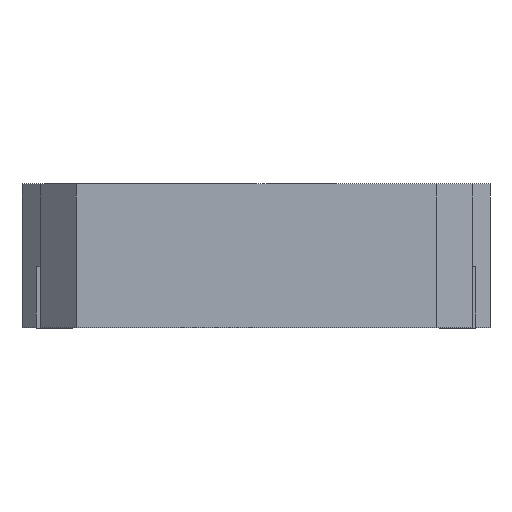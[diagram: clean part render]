
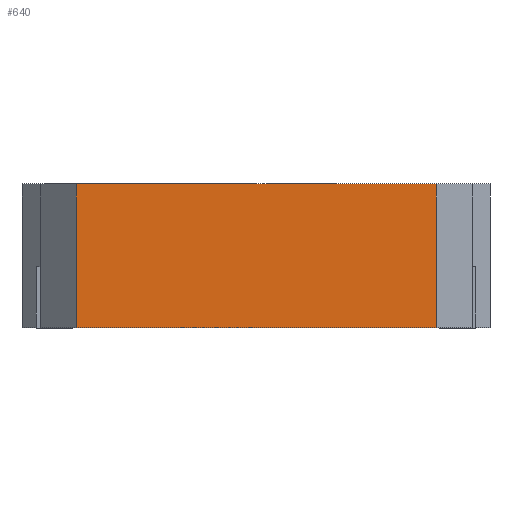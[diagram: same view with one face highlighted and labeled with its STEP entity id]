
A CAD part, front view. The second image highlights one B-rep face of the part: STEP entity #640.
In plain terms, the highlighted planar face has unit normal (0, -1, 0).
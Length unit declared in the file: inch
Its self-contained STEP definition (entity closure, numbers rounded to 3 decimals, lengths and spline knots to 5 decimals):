
#8 = CARTESIAN_POINT ( 'NONE',  ( 0.19685, -0.25591, 0.15748 ) ) ;
#15 = CARTESIAN_POINT ( 'NONE',  ( -0.23622, -0.25591, 0.15748 ) ) ;
#77 = EDGE_CURVE ( 'NONE', #2148, #1934, #2143, .T. ) ;
#93 = VERTEX_POINT ( 'NONE', #1639 ) ;
#248 = EDGE_LOOP ( 'NONE', ( #3122, #1124, #2517, #3309 ) ) ;
#502 = VERTEX_POINT ( 'NONE', #8 ) ;
#565 = DIRECTION ( 'NONE',  ( 1., 0., 0. ) ) ;
#596 = DIRECTION ( 'NONE',  ( -1., 0., 0. ) ) ;
#610 = VECTOR ( 'NONE', #2979, 39.37008 ) ;
#640 = ADVANCED_FACE ( 'NONE', ( #2582 ), #2571, .F. ) ;
#657 = VECTOR ( 'NONE', #565, 39.37008 ) ;
#737 = EDGE_CURVE ( 'NONE', #93, #502, #2865, .T. ) ;
#883 = CARTESIAN_POINT ( 'NONE',  ( -0.19685, -0.25591, 0.15748 ) ) ;
#1090 = CARTESIAN_POINT ( 'NONE',  ( 0., -0.25591, 0.15748 ) ) ;
#1124 = ORIENTED_EDGE ( 'NONE', *, *, #1353, .T. ) ;
#1353 = EDGE_CURVE ( 'NONE', #93, #1934, #2132, .T. ) ;
#1639 = CARTESIAN_POINT ( 'NONE',  ( -0.19685, -0.25591, 0.15748 ) ) ;
#1690 = CARTESIAN_POINT ( 'NONE',  ( 0.19685, -0.25591, 0.15748 ) ) ;
#1934 = VERTEX_POINT ( 'NONE', #2219 ) ;
#1969 = VECTOR ( 'NONE', #2684, 39.37008 ) ;
#2065 = VECTOR ( 'NONE', #596, 39.37008 ) ;
#2132 = LINE ( 'NONE', #883, #1969 ) ;
#2143 = LINE ( 'NONE', #2180, #2065 ) ;
#2148 = VERTEX_POINT ( 'NONE', #2899 ) ;
#2180 = CARTESIAN_POINT ( 'NONE',  ( -0.23622, -0.25591, 0. ) ) ;
#2219 = CARTESIAN_POINT ( 'NONE',  ( -0.19685, -0.25591, 0. ) ) ;
#2289 = DIRECTION ( 'NONE',  ( 0., 0., 1. ) ) ;
#2517 = ORIENTED_EDGE ( 'NONE', *, *, #77, .F. ) ;
#2571 = PLANE ( 'NONE',  #3169 ) ;
#2582 = FACE_OUTER_BOUND ( 'NONE', #248, .T. ) ;
#2684 = DIRECTION ( 'NONE',  ( 0., 0., -1. ) ) ;
#2774 = EDGE_CURVE ( 'NONE', #502, #2148, #2991, .T. ) ;
#2834 = DIRECTION ( 'NONE',  ( 0., 1., 0. ) ) ;
#2865 = LINE ( 'NONE', #1090, #657 ) ;
#2899 = CARTESIAN_POINT ( 'NONE',  ( 0.19685, -0.25591, 0. ) ) ;
#2979 = DIRECTION ( 'NONE',  ( 0., 0., -1. ) ) ;
#2991 = LINE ( 'NONE', #1690, #610 ) ;
#3122 = ORIENTED_EDGE ( 'NONE', *, *, #737, .F. ) ;
#3169 = AXIS2_PLACEMENT_3D ( 'NONE', #15, #2834, #2289 ) ;
#3309 = ORIENTED_EDGE ( 'NONE', *, *, #2774, .F. ) ;
